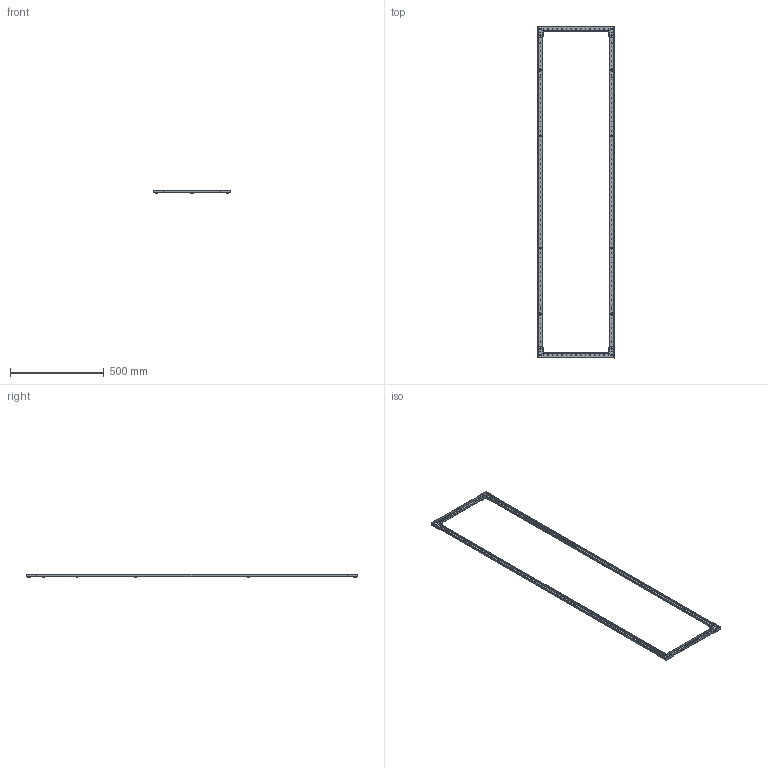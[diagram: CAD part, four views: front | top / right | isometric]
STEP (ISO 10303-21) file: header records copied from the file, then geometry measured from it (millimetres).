
FILE_DESCRIPTION (( 'STEP AP214' ), '1' );
FILE_NAME ('ADMF600 Ìîíòàæíàÿ ðàìà ãëóõîé äâåðè Ø600.step', '2020-11-05T13:35:58', ( '' ), ( '' ), 'SwSTEP 2.0', 'SolidWorks 2019', '' );
FILE_SCHEMA (( 'AUTOMOTIVE_DESIGN' ));
Length unit declared in the file: millimetre
Products named in the file (6): Âèíò ñàìîíàðåçàþùèé Ì4 DIN 7516À_4å12; ÌÈ-983.02.00.005 Óãîëîê ìîíòàæíûé äâåðíîé; AVT004.17.00.01 Ïðîôèëü ìîíòàæíûé_00; Ãàéêà ñ ôëàíöåì DIN6923_6.6G.8; ADMF600 Ìîíòàæíàÿ ðàìà ãëóõîé äâåðè Ø600; AVT004.17.00.02 Ïðîôèëü ìîíòàæíûé_00
Assembly tree (22 placements, depth 2):
  ADMF600 Ìîíòàæíàÿ ðàìà ãëóõîé äâåðè Ø600
    ÌÈ-983.02.00.005 Óãîëîê ìîíòàæíûé äâåðíîé  x4
    AVT004.17.00.01 Ïðîôèëü ìîíòàæíûé_00  x2
    AVT004.17.00.02 Ïðîôèëü ìîíòàæíûé_00  x2
    Ãàéêà ñ ôëàíöåì DIN6923_6.6G.8  x10
    Âèíò ñàìîíàðåçàþùèé Ì4 DIN 7516À_4å12  x4
Bounding box: 409.6 x 1769.6 x 20.8 mm (x, y, z)
Volume: 317442.5 mm3; surface area: 440024.7 mm2
Topology: 22 solids, 22 shells, 904 faces, 2288 edges, 1432 vertices
Faces by surface type: cylinder 448, plane 372, cone 68, bspline 8, sphere 8
Entity records: 10673 total; most frequent: CARTESIAN_POINT 1959, DIRECTION 1873, ORIENTED_EDGE 1640, EDGE_CURVE 820, AXIS2_PLACEMENT_3D 740, VERTEX_POINT 522, EDGE_LOOP 482, CIRCLE 408
